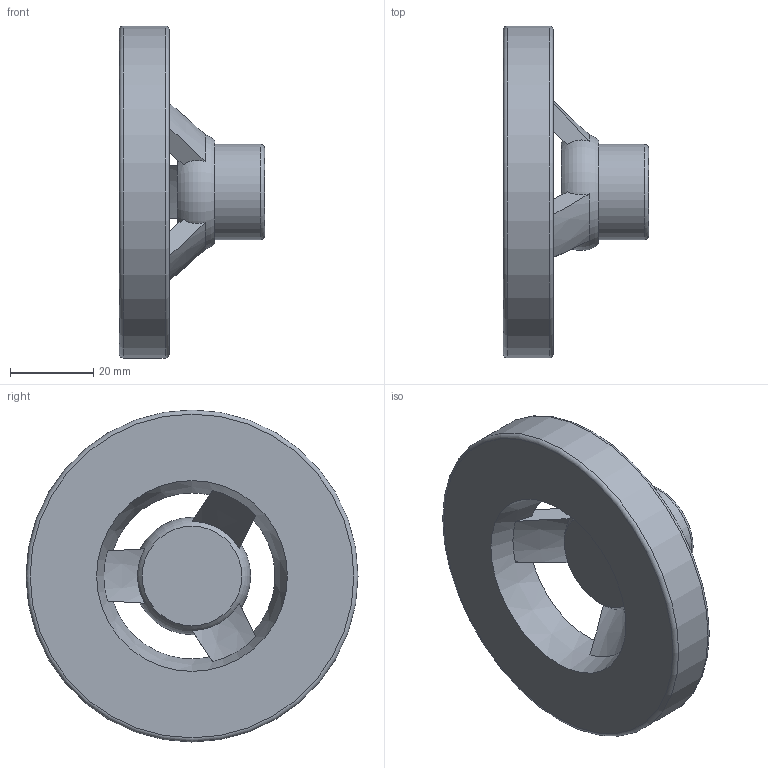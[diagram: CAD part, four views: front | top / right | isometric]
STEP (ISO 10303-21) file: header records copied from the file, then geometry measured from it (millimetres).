
FILE_DESCRIPTION(/* description */ (''),/* implementation_level */ '2;1');
FILE_NAME(/* name */ 'KBN_80.dxf',/* time_stamp */ '2012-11-23T16:00:27+08:00',/* author */ (''),/* organization */ (''),/* preprocessor_version */ 'ST-DEVELOPER v9',/* originating_system */ 'UGS - NX 4.0',/* authorisation */ '');
FILE_SCHEMA (('CONFIG_CONTROL_DESIGN'));
Length unit declared in the file: millimetre
Products named in the file (1): Admi9668xkwj
Bounding box: 35 x 80 x 80 mm (x, y, z)
Volume: 48448.5 mm3; surface area: 15396.7 mm2
Topology: 1 solids, 1 shells, 29 faces, 74 edges, 47 vertices
Faces by surface type: cone 11, plane 11, torus 5, cylinder 2
Full cylindrical faces by diameter (mm): 23 x1, 80 x1
Entity records: 980 total; most frequent: CARTESIAN_POINT 254, ORIENTED_EDGE 132, DIRECTION 122, EDGE_CURVE 66, AXIS2_PLACEMENT_3D 60, VERTEX_POINT 46, EDGE_LOOP 42, B_SPLINE_CURVE_WITH_KNOTS 34
